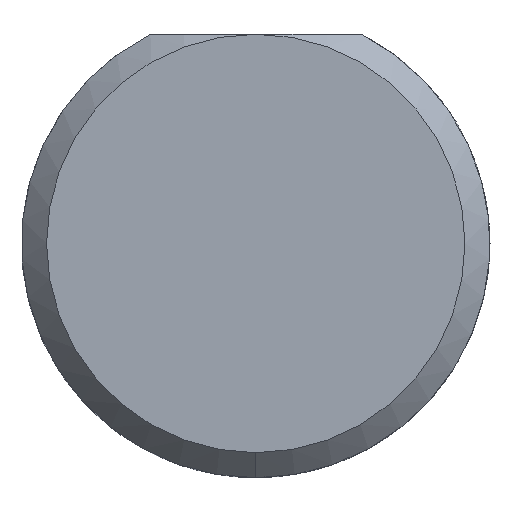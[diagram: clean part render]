
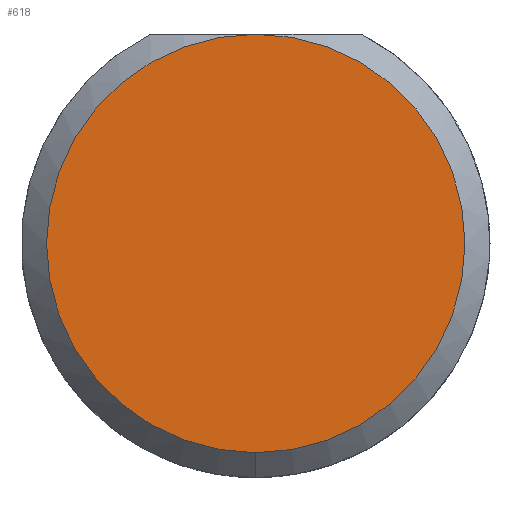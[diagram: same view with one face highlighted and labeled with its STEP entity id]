
A CAD part, left-side view. The second image highlights one B-rep face of the part: STEP entity #618.
In plain terms, the highlighted planar face has unit normal (-1, 0, 0).
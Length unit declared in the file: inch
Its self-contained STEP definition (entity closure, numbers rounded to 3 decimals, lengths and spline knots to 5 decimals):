
#15 = DIRECTION ( 'NONE',  ( 0., 0., -1. ) ) ;
#43 = CARTESIAN_POINT ( 'NONE',  ( 0., 0., 0.0836 ) ) ;
#129 = DIRECTION ( 'NONE',  ( -1., 0., 0. ) ) ;
#146 = DIRECTION ( 'NONE',  ( 0., 0., -1. ) ) ;
#292 = CARTESIAN_POINT ( 'NONE',  ( 0., 0., 0. ) ) ;
#300 = PLANE ( 'NONE',  #508 ) ;
#326 = CARTESIAN_POINT ( 'NONE',  ( 0., 0., -0.0836 ) ) ;
#341 = DIRECTION ( 'NONE',  ( 0., 0., -1. ) ) ;
#442 = AXIS2_PLACEMENT_3D ( 'NONE', #292, #557, #15 ) ;
#488 = DIRECTION ( 'NONE',  ( 1., 0., 0. ) ) ;
#504 = EDGE_CURVE ( 'NONE', #549, #606, #712, .T. ) ;
#507 = ORIENTED_EDGE ( 'NONE', *, *, #504, .T. ) ;
#508 = AXIS2_PLACEMENT_3D ( 'NONE', #577, #488, #146 ) ;
#549 = VERTEX_POINT ( 'NONE', #326 ) ;
#557 = DIRECTION ( 'NONE',  ( -1., 0., 0. ) ) ;
#577 = CARTESIAN_POINT ( 'NONE',  ( 0., 0., 0. ) ) ;
#606 = VERTEX_POINT ( 'NONE', #43 ) ;
#618 = ADVANCED_FACE ( 'NONE', ( #887 ), #300, .F. ) ;
#630 = EDGE_LOOP ( 'NONE', ( #903, #507 ) ) ;
#685 = AXIS2_PLACEMENT_3D ( 'NONE', #757, #129, #341 ) ;
#712 = CIRCLE ( 'NONE', #685, 0.0836 ) ;
#757 = CARTESIAN_POINT ( 'NONE',  ( 0., 0., 0. ) ) ;
#763 = EDGE_CURVE ( 'NONE', #606, #549, #797, .T. ) ;
#797 = CIRCLE ( 'NONE', #442, 0.0836 ) ;
#887 = FACE_OUTER_BOUND ( 'NONE', #630, .T. ) ;
#903 = ORIENTED_EDGE ( 'NONE', *, *, #763, .T. ) ;
